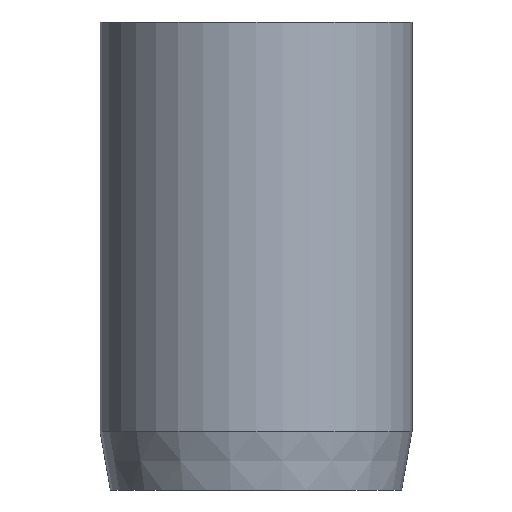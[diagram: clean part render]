
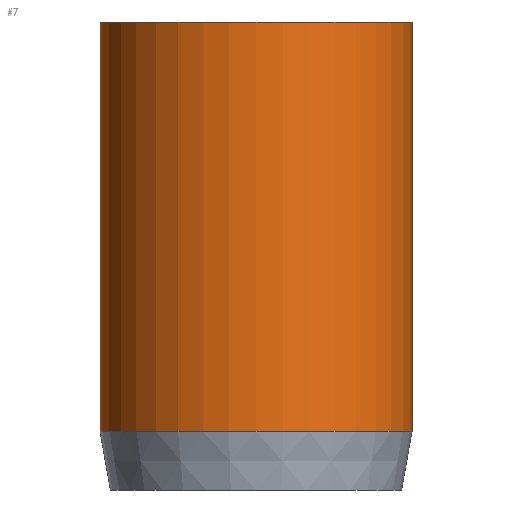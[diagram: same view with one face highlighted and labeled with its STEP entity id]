
A CAD part, front view. The second image highlights one B-rep face of the part: STEP entity #7.
In plain terms, the highlighted cylindrical face has radius 4 mm (diameter 8 mm), a partial arc.
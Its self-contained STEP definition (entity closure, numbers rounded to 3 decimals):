
#5 = CARTESIAN_POINT ( 'NONE',  ( -4., 0., 1.5 ) ) ;
#7 = ADVANCED_FACE ( 'NONE', ( #610 ), #817, .T. ) ;
#8 = CARTESIAN_POINT ( 'NONE',  ( -4., 0., 12. ) ) ;
#10 = ORIENTED_EDGE ( 'NONE', *, *, #209, .T. ) ;
#21 = DIRECTION ( 'NONE',  ( 0., 0., -1. ) ) ;
#72 = VERTEX_POINT ( 'NONE', #677 ) ;
#76 = DIRECTION ( 'NONE',  ( 0., 0., -1. ) ) ;
#165 = ORIENTED_EDGE ( 'NONE', *, *, #266, .T. ) ;
#186 = LINE ( 'NONE', #1139, #621 ) ;
#194 = CARTESIAN_POINT ( 'NONE',  ( 0., 0., 12. ) ) ;
#209 = EDGE_CURVE ( 'NONE', #653, #1101, #430, .T. ) ;
#249 = EDGE_CURVE ( 'NONE', #72, #886, #186, .T. ) ;
#266 = EDGE_CURVE ( 'NONE', #1101, #886, #649, .T. ) ;
#283 = DIRECTION ( 'NONE',  ( 1., 0., 0. ) ) ;
#314 = ORIENTED_EDGE ( 'NONE', *, *, #893, .F. ) ;
#430 = LINE ( 'NONE', #8, #1153 ) ;
#460 = AXIS2_PLACEMENT_3D ( 'NONE', #194, #839, #283 ) ;
#550 = CIRCLE ( 'NONE', #460, 4. ) ;
#562 = CARTESIAN_POINT ( 'NONE',  ( 4., 0., 1.5 ) ) ;
#610 = FACE_OUTER_BOUND ( 'NONE', #865, .T. ) ;
#621 = VECTOR ( 'NONE', #76, 1000. ) ;
#649 = CIRCLE ( 'NONE', #704, 4. ) ;
#653 = VERTEX_POINT ( 'NONE', #678 ) ;
#677 = CARTESIAN_POINT ( 'NONE',  ( 4., 0., 12. ) ) ;
#678 = CARTESIAN_POINT ( 'NONE',  ( -4., 0., 12. ) ) ;
#704 = AXIS2_PLACEMENT_3D ( 'NONE', #1060, #992, #1070 ) ;
#817 = CYLINDRICAL_SURFACE ( 'NONE', #1113, 4. ) ;
#834 = DIRECTION ( 'NONE',  ( 0., 0., -1. ) ) ;
#839 = DIRECTION ( 'NONE',  ( 0., 0., 1. ) ) ;
#840 = ORIENTED_EDGE ( 'NONE', *, *, #249, .F. ) ;
#846 = DIRECTION ( 'NONE',  ( -1., 0., 0. ) ) ;
#865 = EDGE_LOOP ( 'NONE', ( #840, #314, #10, #165 ) ) ;
#875 = CARTESIAN_POINT ( 'NONE',  ( 0., 0., 12. ) ) ;
#886 = VERTEX_POINT ( 'NONE', #562 ) ;
#893 = EDGE_CURVE ( 'NONE', #653, #72, #550, .T. ) ;
#992 = DIRECTION ( 'NONE',  ( 0., 0., 1. ) ) ;
#1060 = CARTESIAN_POINT ( 'NONE',  ( 0., 0., 1.5 ) ) ;
#1070 = DIRECTION ( 'NONE',  ( 1., 0., 0. ) ) ;
#1101 = VERTEX_POINT ( 'NONE', #5 ) ;
#1113 = AXIS2_PLACEMENT_3D ( 'NONE', #875, #834, #846 ) ;
#1139 = CARTESIAN_POINT ( 'NONE',  ( 4., 0., 12. ) ) ;
#1153 = VECTOR ( 'NONE', #21, 1000. ) ;
